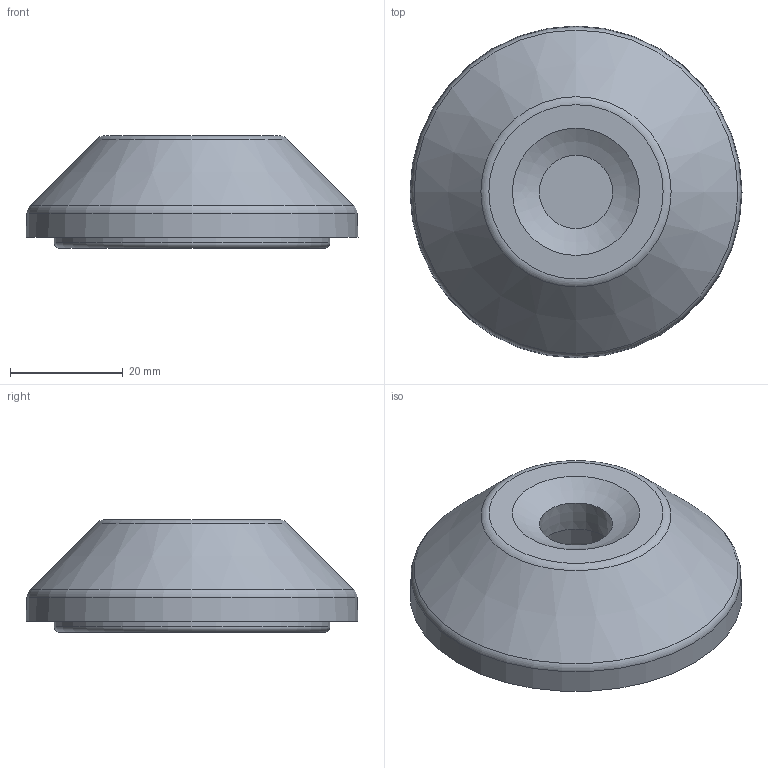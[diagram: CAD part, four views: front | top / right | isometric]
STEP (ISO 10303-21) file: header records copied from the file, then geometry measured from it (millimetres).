
FILE_DESCRIPTION(/* description */ ('Trapezteller 60 mit Anti-Slip-Platte'),/* implementation_level */ '2;1');
FILE_NAME(/* name */ '203600501 Trapezteller 60 mit Anti-Slip-Platte.stp',/* time_stamp */ '2020-01-28T09:55:22+01:00',/* author */ ('wheldmann'),/* organization */ (''),/* preprocessor_version */ 'ST-DEVELOPER v17.2',/* originating_system */ 'Autodesk Inventor 2019',/* authorisation */ ' ');
FILE_SCHEMA (('AUTOMOTIVE_DESIGN { 1 0 10303 214 3 1 1 }'));
Length unit declared in the file: millimetre
Products named in the file (1): 203600501
Bounding box: 59 x 59 x 20 mm (x, y, z)
Volume: 33863.3 mm3; surface area: 10323.8 mm2
Topology: 1 solids, 1 shells, 16 faces, 42 edges, 31 vertices
Faces by surface type: plane 5, cone 5, torus 3, cylinder 2, sphere 1
Full cylindrical faces by diameter (mm): 49 x1, 50 x1
Entity records: 574 total; most frequent: DIRECTION 111, CARTESIAN_POINT 90, ORIENTED_EDGE 84, AXIS2_PLACEMENT_3D 52, EDGE_CURVE 42, CIRCLE 35, VERTEX_POINT 31, EDGE_LOOP 19
